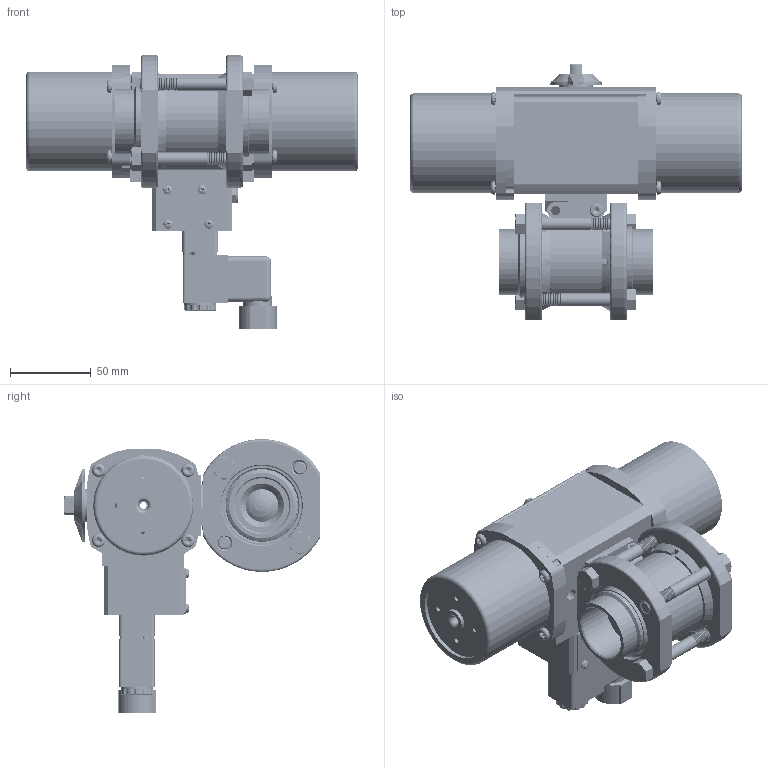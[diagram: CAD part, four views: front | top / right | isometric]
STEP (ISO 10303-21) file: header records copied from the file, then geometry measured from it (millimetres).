
FILE_DESCRIPTION (( 'STEP AP203' ), '1' );
FILE_NAME ('28XXSWSA512SR3GPDC.step', '2018-06-12T19:17:16', ( '' ), ( '' ), 'SwSTEP 2.0', 'SolidWorks 2017', '' );
FILE_SCHEMA (( 'CONFIG_CONTROL_DESIGN' ));
Length unit declared in the file: inch
Products named in the file (1): 28XXSWSA512SR3GPDC
Bounding box: 206.12 x 159.47 x 170.01 mm (x, y, z)
Volume: 737688.2 mm3; surface area: 316016 mm2
Topology: 65 solids, 65 shells, 5028 faces, 13163 edges, 8276 vertices
Faces by surface type: cylinder 2567, cone 1372, plane 749, torus 223, bspline 103, sphere 14
Entity records: 184512 total; most frequent: CARTESIAN_POINT 64587, ORIENTED_EDGE 26042, DIRECTION 25479, EDGE_CURVE 13021, AXIS2_PLACEMENT_3D 10339, VERTEX_POINT 8272, EDGE_LOOP 5421, CIRCLE 5413
